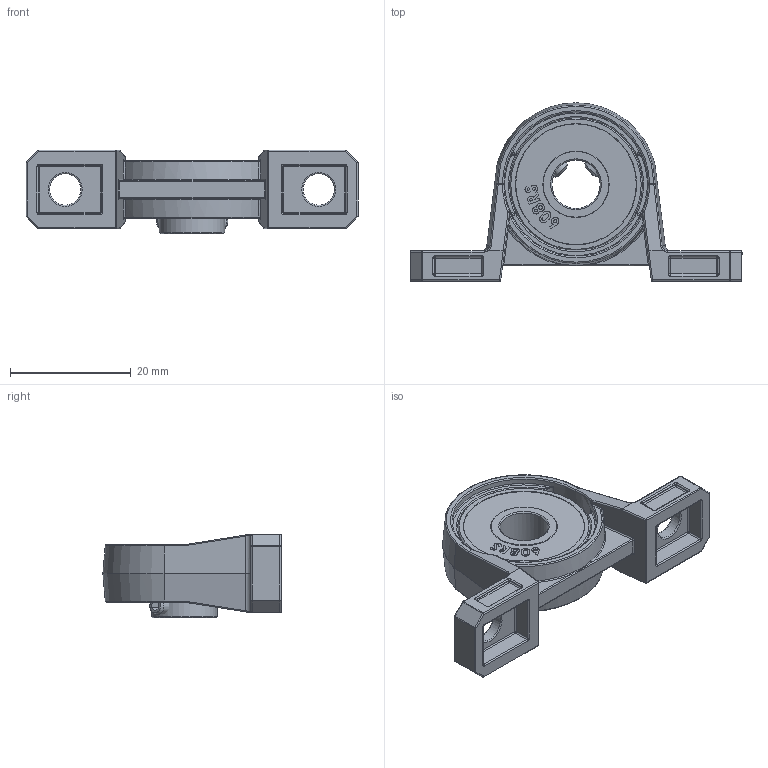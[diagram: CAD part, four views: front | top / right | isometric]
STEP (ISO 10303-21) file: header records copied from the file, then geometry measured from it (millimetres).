
FILE_DESCRIPTION(/* description */ ('STEP AP214'),/* implementation_level */ '2;1');
FILE_NAME(/* name */ 'KP08.stp',/* time_stamp */ '2018-01-19T00:15:27+07:00',/* author */ ('Thai'),/* organization */ (''),/* preprocessor_version */ 'ST-DEVELOPER v16.13',/* originating_system */ 'Autodesk Inventor 2018',/* authorisation */ '');
FILE_SCHEMA (('AUTOMOTIVE_DESIGN { 1 0 10303 214 3 1 1 }'));
Length unit declared in the file: millimetre
Products named in the file (4): KP08; KP081; 608RS; AS 1421 - M3 x 4 Flat Point
Assembly tree (4 placements, depth 2):
  KP08
    KP081
    608RS
    AS 1421 - M3 x 4 Flat Point  x2
Bounding box: 55 x 29.54 x 13.85 mm (x, y, z)
Volume: 5780.5 mm3; surface area: 5184.6 mm2
Topology: 4 solids, 4 shells, 820 faces, 1842 edges, 1054 vertices
Faces by surface type: bspline 263, cylinder 214, plane 166, sphere 92, torus 66, cone 19
Full cylindrical faces by diameter (mm): 2.5 x2, 3 x2, 5.2 x2, 8 x1, 10.9 x1, 11 x2, 20 x2, 22 x2, 24 x2
Entity records: 31706 total; most frequent: CARTESIAN_POINT 14833, ORIENTED_EDGE 3522, DIRECTION 3173, EDGE_CURVE 1761, AXIS2_PLACEMENT_3D 1262, VERTEX_POINT 1027, EDGE_LOOP 888, FACE_OUTER_BOUND 808
